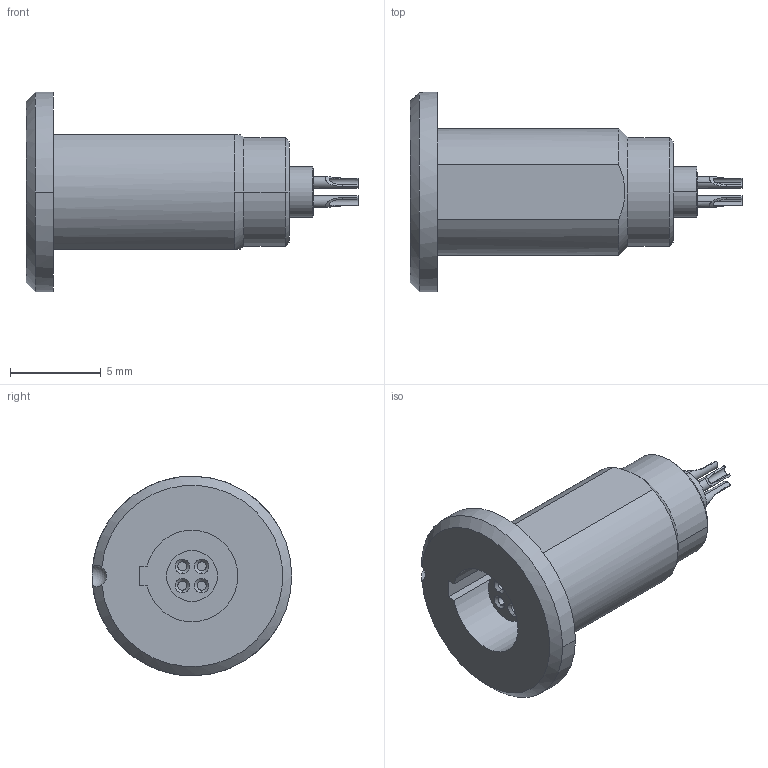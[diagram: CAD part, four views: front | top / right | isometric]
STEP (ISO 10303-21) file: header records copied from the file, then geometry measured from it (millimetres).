
FILE_DESCRIPTION((''),'2;1');
FILE_NAME('GLCL0C-P04L','2013-02-06T',('RTrager'),(''),'PRO/ENGINEER BY PARAMETRIC TECHNOLOGY CORPORATION, 2010330','PRO/ENGINEER BY PARAMETRIC TECHNOLOGY CORPORATION, 2010330','');
FILE_SCHEMA(('CONFIG_CONTROL_DESIGN'));
Length unit declared in the file: millimetre
Products named in the file (1): GLCL0C-P04L
Bounding box: 18.3 x 11 x 11 mm (x, y, z)
Volume: 470.8 mm3; surface area: 766 mm2
Topology: 1 solids, 1 shells, 93 faces, 222 edges, 144 vertices
Faces by surface type: cylinder 43, plane 27, cone 13, bspline 5, torus 4, sphere 1
Entity records: 3423 total; most frequent: CARTESIAN_POINT 1188, DIRECTION 476, ORIENTED_EDGE 444, EDGE_CURVE 222, AXIS2_PLACEMENT_3D 193, VERTEX_POINT 144, EDGE_LOOP 106, CIRCLE 105
